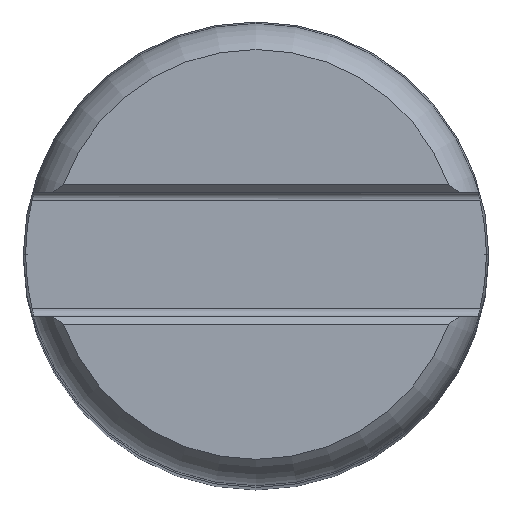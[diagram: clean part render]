
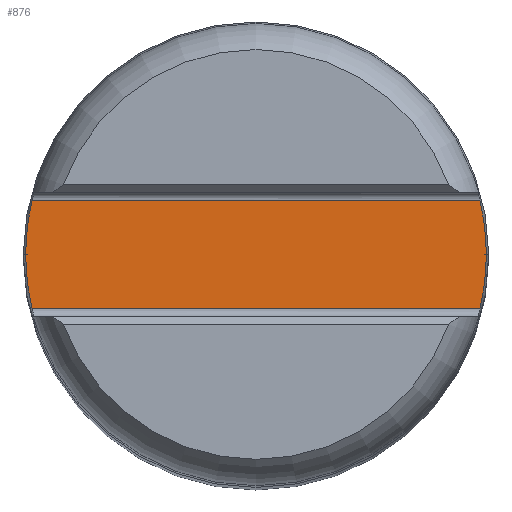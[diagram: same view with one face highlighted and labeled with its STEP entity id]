
A CAD part, top view. The second image highlights one B-rep face of the part: STEP entity #876.
In plain terms, the highlighted planar face has unit normal (0, 0, 1).
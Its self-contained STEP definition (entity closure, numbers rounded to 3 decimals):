
#44 = EDGE_CURVE ( 'NONE', #619, #878, #485, .T. ) ;
#52 = DIRECTION ( 'NONE',  ( 1., 0., 0. ) ) ;
#107 = AXIS2_PLACEMENT_3D ( 'NONE', #831, #1227, #237 ) ;
#134 = CIRCLE ( 'NONE', #366, 2.969 ) ;
#221 = AXIS2_PLACEMENT_3D ( 'NONE', #329, #952, #931 ) ;
#237 = DIRECTION ( 'NONE',  ( 1., 0., 0. ) ) ;
#253 = DIRECTION ( 'NONE',  ( 0., 0., 1. ) ) ;
#264 = VERTEX_POINT ( 'NONE', #975 ) ;
#300 = ORIENTED_EDGE ( 'NONE', *, *, #1004, .T. ) ;
#329 = CARTESIAN_POINT ( 'NONE',  ( 0., 0., 32.1 ) ) ;
#336 = EDGE_CURVE ( 'NONE', #1260, #619, #134, .T. ) ;
#366 = AXIS2_PLACEMENT_3D ( 'NONE', #392, #984, #687 ) ;
#392 = CARTESIAN_POINT ( 'NONE',  ( 0., 0., 32.1 ) ) ;
#431 = CIRCLE ( 'NONE', #587, 2.969 ) ;
#445 = EDGE_CURVE ( 'NONE', #878, #511, #603, .T. ) ;
#453 = FACE_OUTER_BOUND ( 'NONE', #776, .T. ) ;
#484 = ORIENTED_EDGE ( 'NONE', *, *, #44, .T. ) ;
#485 = CIRCLE ( 'NONE', #221, 2.969 ) ;
#511 = VERTEX_POINT ( 'NONE', #1129 ) ;
#564 = ORIENTED_EDGE ( 'NONE', *, *, #785, .T. ) ;
#587 = AXIS2_PLACEMENT_3D ( 'NONE', #1156, #253, #937 ) ;
#603 = LINE ( 'NONE', #895, #1206 ) ;
#619 = VERTEX_POINT ( 'NONE', #891 ) ;
#633 = AXIS2_PLACEMENT_3D ( 'NONE', #1266, #1279, #1254 ) ;
#646 = PLANE ( 'NONE',  #633 ) ;
#655 = CARTESIAN_POINT ( 'NONE',  ( -2.885, -0.7, 32.1 ) ) ;
#674 = CARTESIAN_POINT ( 'NONE',  ( -3., 0.7, 32.1 ) ) ;
#687 = DIRECTION ( 'NONE',  ( 1., 0., 0. ) ) ;
#713 = VECTOR ( 'NONE', #52, 1000. ) ;
#729 = ORIENTED_EDGE ( 'NONE', *, *, #900, .F. ) ;
#775 = LINE ( 'NONE', #674, #713 ) ;
#776 = EDGE_LOOP ( 'NONE', ( #896, #484, #781, #564, #300, #729 ) ) ;
#781 = ORIENTED_EDGE ( 'NONE', *, *, #445, .T. ) ;
#785 = EDGE_CURVE ( 'NONE', #511, #1214, #431, .T. ) ;
#831 = CARTESIAN_POINT ( 'NONE',  ( 0., 0., 32.1 ) ) ;
#876 = ADVANCED_FACE ( 'NONE', ( #453 ), #646, .T. ) ;
#878 = VERTEX_POINT ( 'NONE', #655 ) ;
#879 = DIRECTION ( 'NONE',  ( 1., 0., 0. ) ) ;
#891 = CARTESIAN_POINT ( 'NONE',  ( -2.969, 0., 32.1 ) ) ;
#895 = CARTESIAN_POINT ( 'NONE',  ( -3., -0.7, 32.1 ) ) ;
#896 = ORIENTED_EDGE ( 'NONE', *, *, #336, .T. ) ;
#900 = EDGE_CURVE ( 'NONE', #1260, #264, #775, .T. ) ;
#931 = DIRECTION ( 'NONE',  ( 1., 0., 0. ) ) ;
#937 = DIRECTION ( 'NONE',  ( 1., 0., 0. ) ) ;
#952 = DIRECTION ( 'NONE',  ( 0., 0., 1. ) ) ;
#975 = CARTESIAN_POINT ( 'NONE',  ( 2.885, 0.7, 32.1 ) ) ;
#984 = DIRECTION ( 'NONE',  ( 0., 0., 1. ) ) ;
#1004 = EDGE_CURVE ( 'NONE', #1214, #264, #1010, .T. ) ;
#1010 = CIRCLE ( 'NONE', #107, 2.969 ) ;
#1096 = CARTESIAN_POINT ( 'NONE',  ( -2.885, 0.7, 32.1 ) ) ;
#1129 = CARTESIAN_POINT ( 'NONE',  ( 2.885, -0.7, 32.1 ) ) ;
#1156 = CARTESIAN_POINT ( 'NONE',  ( 0., 0., 32.1 ) ) ;
#1171 = CARTESIAN_POINT ( 'NONE',  ( 2.969, 0., 32.1 ) ) ;
#1206 = VECTOR ( 'NONE', #879, 1000. ) ;
#1214 = VERTEX_POINT ( 'NONE', #1171 ) ;
#1227 = DIRECTION ( 'NONE',  ( 0., 0., 1. ) ) ;
#1254 = DIRECTION ( 'NONE',  ( 1., 0., 0. ) ) ;
#1260 = VERTEX_POINT ( 'NONE', #1096 ) ;
#1266 = CARTESIAN_POINT ( 'NONE',  ( -3., 0.7, 32.1 ) ) ;
#1279 = DIRECTION ( 'NONE',  ( 0., 0., 1. ) ) ;
